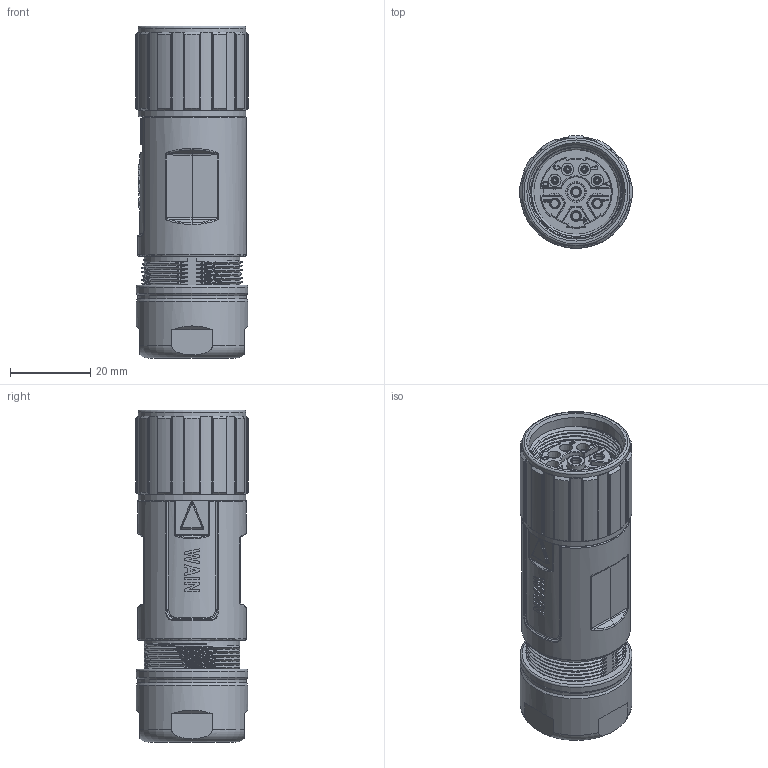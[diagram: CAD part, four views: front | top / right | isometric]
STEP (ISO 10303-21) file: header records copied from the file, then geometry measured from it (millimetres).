
FILE_DESCRIPTION(/* description */ (''),/* implementation_level */ '2;1');
FILE_NAME(/* name */ '111111.stp',/* time_stamp */ '2023-12-29T14:08:06+08:00',/* author */ (''),/* organization */ (''),/* preprocessor_version */ 'ST-DEVELOPER v18.1',/* originating_system */ 'SIEMENS PLM Software NX 1980',/* authorisation */ '');
FILE_SCHEMA (('AUTOMOTIVE_DESIGN { 1 0 10303 214 3 1 1 1 }'));
Products named in the file (1): 111111
Bounding box: 27.99 x 27.97 x 82.5 mm (x, y, z)
Volume: 41957.7 mm3; surface area: 12715.9 mm2
Topology: 1 solids, 1 shells, 1184 faces, 3287 edges, 2124 vertices
Faces by surface type: cylinder 345, plane 337, cone 272, torus 144, bspline 61, sphere 24, revolution 1
Full cylindrical faces by diameter (mm): 1.5 x4, 15 x1, 22.1 x2, 23.45 x1, 23.5 x1, 26.8 x2, 27 x2, 27.8 x2
Entity records: 50401 total; most frequent: CARTESIAN_POINT 23429, ORIENTED_EDGE 6246, DIRECTION 4628, EDGE_CURVE 3123, VERTEX_POINT 2071, AXIS2_PLACEMENT_3D 1956, B_SPLINE_CURVE_WITH_KNOTS 1569, EDGE_LOOP 1368
